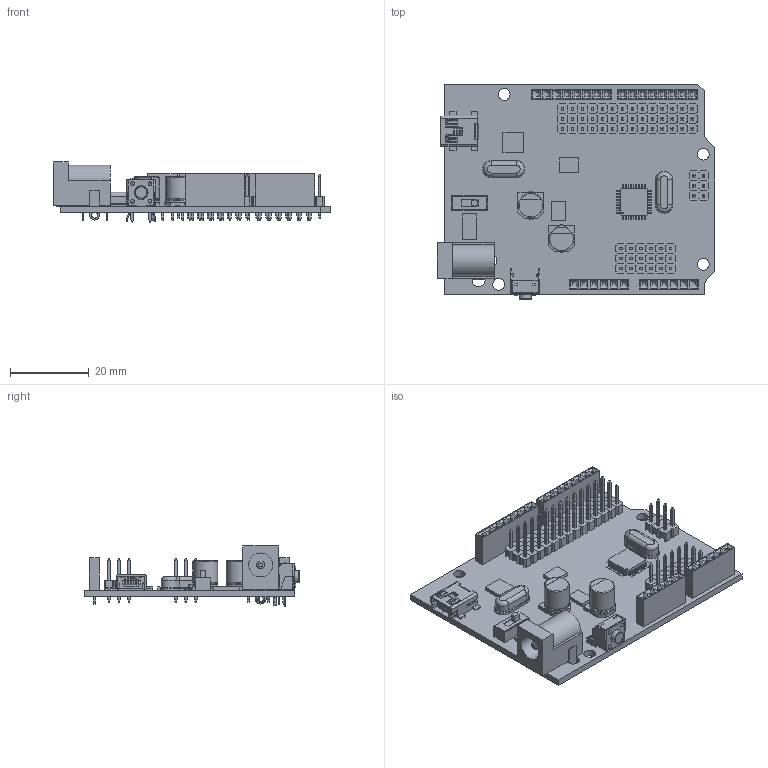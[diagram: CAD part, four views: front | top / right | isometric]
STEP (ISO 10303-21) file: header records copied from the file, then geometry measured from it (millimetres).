
FILE_DESCRIPTION(('FreeCAD Model'),'2;1');
FILE_NAME('freaduino-uno.step','2015-02-03T21:13:02',('FreeCAD'),( 'FreeCAD'),'Open CASCADE STEP processor 6.7','FreeCAD','Unknown');
FILE_SCHEMA(('AUTOMOTIVE_DESIGN_CC2 { 1 2 10303 214 -1 1 5 4 }'));
Products named in the file (1): freaduino-uno
Bounding box: 70.58 x 54.65 x 15.28 mm (x, y, z)
Volume: 10882.4 mm3; surface area: 18384.4 mm2
Topology: 219 solids, 219 shells, 4552 faces, 10454 edges, 6390 vertices
Faces by surface type: plane 3457, bspline 688, cylinder 385, torus 8, revolution 8, sphere 4, cone 2
Full cylindrical faces by diameter (mm): 0.4 x1, 0.8 x104, 1 x4, 1.2 x2, 1.5 x3, 2 x1, 3 x4, 3.14 x1, 3.3 x3, 3.5 x1, 5.9 x2, 6.096 x1, 6.3 x4
Entity records: 291868 total; most frequent: CARTESIAN_POINT 51735, DIRECTION 36283, LINE 26416, VECTOR 26416, ORIENTED_EDGE 20900, PCURVE 20900, DEFINITIONAL_REPRESENTATION 20900, EDGE_CURVE 10450
